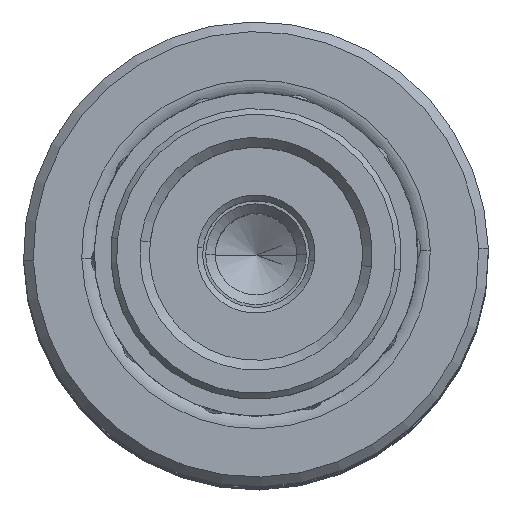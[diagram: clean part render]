
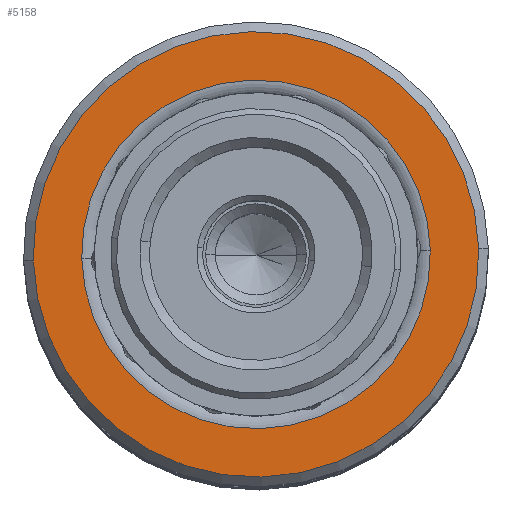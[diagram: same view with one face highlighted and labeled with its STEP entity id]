
A CAD part, top view. The second image highlights one B-rep face of the part: STEP entity #5158.
In plain terms, the highlighted face is planar.
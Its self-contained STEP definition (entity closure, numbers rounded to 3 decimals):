
#552 = EDGE_CURVE ( 'NONE', #26481, #8052, #13894, .T. ) ;
#1355 = EDGE_LOOP ( 'NONE', ( #22602, #24618 ) ) ;
#1512 = CARTESIAN_POINT ( 'NONE',  ( 0., 0., 0. ) ) ;
#1715 = CARTESIAN_POINT ( 'NONE',  ( 0., 0., 0. ) ) ;
#3960 = DIRECTION ( 'NONE',  ( 1., 0., 0. ) ) ;
#3996 = CARTESIAN_POINT ( 'NONE',  ( 0., 0., 0. ) ) ;
#4172 = DIRECTION ( 'NONE',  ( 1., 0., 0. ) ) ;
#4177 = FACE_OUTER_BOUND ( 'NONE', #21131, .T. ) ;
#5132 = AXIS2_PLACEMENT_3D ( 'NONE', #1715, #18687, #4172 ) ;
#5158 = ADVANCED_FACE ( 'NONE', ( #29201, #4177 ), #25736, .F. ) ;
#7246 = CARTESIAN_POINT ( 'NONE',  ( 0., 0., 0. ) ) ;
#8052 = VERTEX_POINT ( 'NONE', #9067 ) ;
#9067 = CARTESIAN_POINT ( 'NONE',  ( 9., 0., 0. ) ) ;
#9556 = DIRECTION ( 'NONE',  ( 0., 0., 1. ) ) ;
#9702 = DIRECTION ( 'NONE',  ( 1., 0., 0. ) ) ;
#11350 = DIRECTION ( 'NONE',  ( 1., 0., 0. ) ) ;
#13894 = CIRCLE ( 'NONE', #30804, 9. ) ;
#14777 = EDGE_CURVE ( 'NONE', #27986, #30899, #22781, .T. ) ;
#15087 = ORIENTED_EDGE ( 'NONE', *, *, #14777, .T. ) ;
#16240 = CIRCLE ( 'NONE', #5132, 11.5 ) ;
#18475 = DIRECTION ( 'NONE',  ( 0., 0., -1. ) ) ;
#18687 = DIRECTION ( 'NONE',  ( 0., 0., -1. ) ) ;
#21131 = EDGE_LOOP ( 'NONE', ( #25767, #15087 ) ) ;
#21230 = CARTESIAN_POINT ( 'NONE',  ( 11.5, 0., 0. ) ) ;
#21574 = AXIS2_PLACEMENT_3D ( 'NONE', #3996, #25828, #11350 ) ;
#21802 = AXIS2_PLACEMENT_3D ( 'NONE', #24005, #9556, #26462 ) ;
#22238 = CARTESIAN_POINT ( 'NONE',  ( -11.5, 0., 0. ) ) ;
#22602 = ORIENTED_EDGE ( 'NONE', *, *, #27838, .T. ) ;
#22781 = CIRCLE ( 'NONE', #27432, 11.5 ) ;
#23655 = CARTESIAN_POINT ( 'NONE',  ( -9., 0., 0. ) ) ;
#24005 = CARTESIAN_POINT ( 'NONE',  ( 0., 0., 0. ) ) ;
#24157 = DIRECTION ( 'NONE',  ( 0., 0., 1. ) ) ;
#24618 = ORIENTED_EDGE ( 'NONE', *, *, #552, .T. ) ;
#25736 = PLANE ( 'NONE',  #21574 ) ;
#25767 = ORIENTED_EDGE ( 'NONE', *, *, #26443, .T. ) ;
#25828 = DIRECTION ( 'NONE',  ( 0., 0., 1. ) ) ;
#26443 = EDGE_CURVE ( 'NONE', #30899, #27986, #16240, .T. ) ;
#26462 = DIRECTION ( 'NONE',  ( 1., 0., 0. ) ) ;
#26481 = VERTEX_POINT ( 'NONE', #23655 ) ;
#27432 = AXIS2_PLACEMENT_3D ( 'NONE', #1512, #18475, #3960 ) ;
#27838 = EDGE_CURVE ( 'NONE', #8052, #26481, #29068, .T. ) ;
#27986 = VERTEX_POINT ( 'NONE', #22238 ) ;
#29068 = CIRCLE ( 'NONE', #21802, 9. ) ;
#29201 = FACE_BOUND ( 'NONE', #1355, .T. ) ;
#30804 = AXIS2_PLACEMENT_3D ( 'NONE', #7246, #24157, #9702 ) ;
#30899 = VERTEX_POINT ( 'NONE', #21230 ) ;
